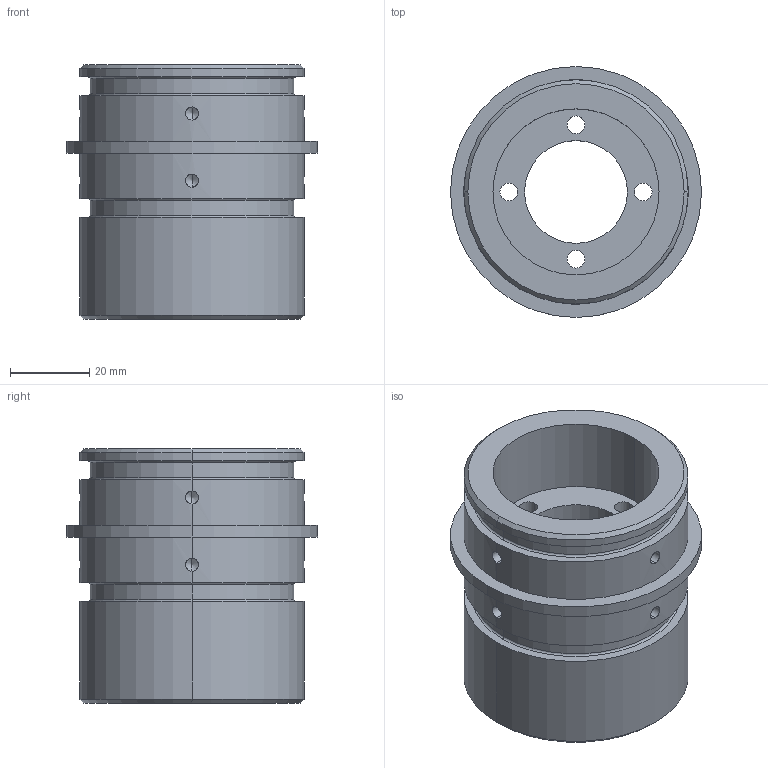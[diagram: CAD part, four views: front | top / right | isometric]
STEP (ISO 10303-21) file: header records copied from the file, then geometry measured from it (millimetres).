
FILE_DESCRIPTION (( 'STEP AP214' ), '1' );
FILE_NAME ('R105-GEO_1 - gear_mount.STEP', '2017-08-15T03:56:10', ( '' ), ( '' ), 'SwSTEP 2.0', 'SolidWorks 2016', '' );
FILE_SCHEMA (( 'AUTOMOTIVE_DESIGN' ));
Length unit declared in the file: millimetre
Products named in the file (1): R105-GEO_1 - gear_mount
Bounding box: 63.5 x 63.5 x 64.3 mm (x, y, z)
Volume: 79175.1 mm3; surface area: 26641.2 mm2
Topology: 1 solids, 1 shells, 82 faces, 192 edges, 108 vertices
Faces by surface type: cylinder 44, cone 20, plane 10, torus 8
Entity records: 2666 total; most frequent: CARTESIAN_POINT 783, DIRECTION 418, ORIENTED_EDGE 352, EDGE_CURVE 176, AXIS2_PLACEMENT_3D 175, VERTEX_POINT 108, EDGE_LOOP 104, CIRCLE 92
